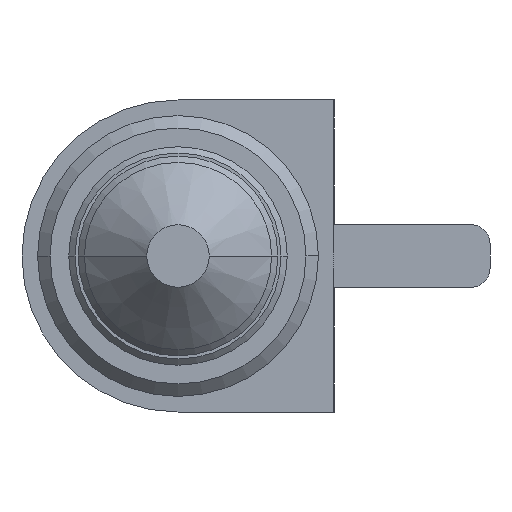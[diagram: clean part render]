
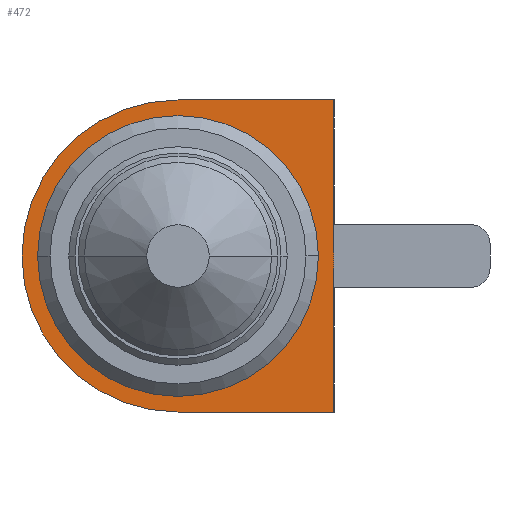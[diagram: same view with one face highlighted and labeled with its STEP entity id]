
A CAD part, left-side view. The second image highlights one B-rep face of the part: STEP entity #472.
In plain terms, the highlighted planar face has unit normal (-1, 0, 0).
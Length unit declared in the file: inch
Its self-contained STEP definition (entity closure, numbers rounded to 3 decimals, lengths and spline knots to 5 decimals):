
#65 = ORIENTED_EDGE ( 'NONE', *, *, #1321, .F. ) ;
#92 = EDGE_CURVE ( 'NONE', #2485, #967, #671, .T. ) ;
#120 = CARTESIAN_POINT ( 'NONE',  ( 0.73228, -0.09843, 0.09843 ) ) ;
#127 = CARTESIAN_POINT ( 'NONE',  ( 0.73228, 0., 0.09843 ) ) ;
#156 = ORIENTED_EDGE ( 'NONE', *, *, #92, .F. ) ;
#472 = ADVANCED_FACE ( 'NONE', ( #864 ), #1900, .F. ) ;
#527 = VECTOR ( 'NONE', #1976, 39.37008 ) ;
#660 = CARTESIAN_POINT ( 'NONE',  ( 0.73228, -0.09843, 0.09843 ) ) ;
#671 = LINE ( 'NONE', #1713, #3168 ) ;
#755 = VERTEX_POINT ( 'NONE', #2958 ) ;
#822 = EDGE_LOOP ( 'NONE', ( #2022, #156, #922, #65 ) ) ;
#864 = FACE_OUTER_BOUND ( 'NONE', #822, .T. ) ;
#878 = LINE ( 'NONE', #120, #3328 ) ;
#922 = ORIENTED_EDGE ( 'NONE', *, *, #3315, .F. ) ;
#923 = CIRCLE ( 'NONE', #1524, 0.09843 ) ;
#928 = DIRECTION ( 'NONE',  ( 0., 0., 1. ) ) ;
#937 = DIRECTION ( 'NONE',  ( 1., 0., 0. ) ) ;
#967 = VERTEX_POINT ( 'NONE', #1033 ) ;
#1033 = CARTESIAN_POINT ( 'NONE',  ( 0.73228, 0., -0.09843 ) ) ;
#1203 = CARTESIAN_POINT ( 'NONE',  ( 0.73228, 0., 0. ) ) ;
#1321 = EDGE_CURVE ( 'NONE', #755, #1964, #1918, .T. ) ;
#1495 = CARTESIAN_POINT ( 'NONE',  ( 0.73228, 0., 0. ) ) ;
#1524 = AXIS2_PLACEMENT_3D ( 'NONE', #1203, #937, #2258 ) ;
#1713 = CARTESIAN_POINT ( 'NONE',  ( 0.73228, -0.09843, -0.09843 ) ) ;
#1900 = PLANE ( 'NONE',  #3121 ) ;
#1918 = LINE ( 'NONE', #127, #527 ) ;
#1955 = DIRECTION ( 'NONE',  ( 1., 0., 0. ) ) ;
#1964 = VERTEX_POINT ( 'NONE', #660 ) ;
#1976 = DIRECTION ( 'NONE',  ( 0., -1., 0. ) ) ;
#2022 = ORIENTED_EDGE ( 'NONE', *, *, #2419, .F. ) ;
#2095 = DIRECTION ( 'NONE',  ( 0., 1., 0. ) ) ;
#2258 = DIRECTION ( 'NONE',  ( 0., 1., 0. ) ) ;
#2419 = EDGE_CURVE ( 'NONE', #967, #755, #923, .T. ) ;
#2485 = VERTEX_POINT ( 'NONE', #3067 ) ;
#2644 = DIRECTION ( 'NONE',  ( 0., 0., -1. ) ) ;
#2958 = CARTESIAN_POINT ( 'NONE',  ( 0.73228, 0., 0.09843 ) ) ;
#3067 = CARTESIAN_POINT ( 'NONE',  ( 0.73228, -0.09843, -0.09843 ) ) ;
#3121 = AXIS2_PLACEMENT_3D ( 'NONE', #1495, #1955, #928 ) ;
#3168 = VECTOR ( 'NONE', #2095, 39.37008 ) ;
#3315 = EDGE_CURVE ( 'NONE', #1964, #2485, #878, .T. ) ;
#3328 = VECTOR ( 'NONE', #2644, 39.37008 ) ;
